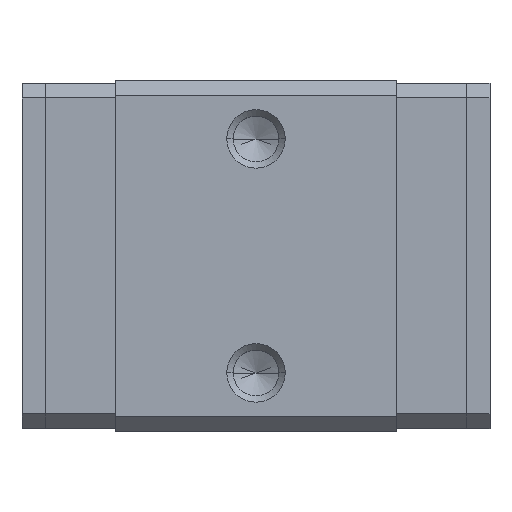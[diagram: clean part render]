
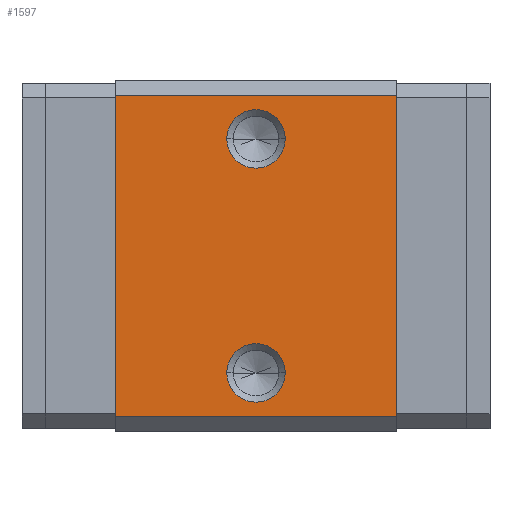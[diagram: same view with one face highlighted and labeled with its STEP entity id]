
A CAD part, top view. The second image highlights one B-rep face of the part: STEP entity #1597.
In plain terms, the highlighted planar face has unit normal (0, 0, 1).
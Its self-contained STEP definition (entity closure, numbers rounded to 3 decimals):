
#1359=CARTESIAN_POINT('POINT88',(7.8,-5.5,
   6.));
#1360=VERTEX_POINT('VERTEX88',#1359);
#1367=CARTESIAN_POINT('POINT89',(-1.8,-5.5,
   6.));
#1368=VERTEX_POINT('VERTEX89',#1367);
#1369=CARTESIAN_POINT('POS166',(-1.8,-5.5,
   6.));
#1370=DIRECTION('DIR242',(1.,0.,
   0.));
#1371=VECTOR('VEC90',#1370,1.);
#1372=LINE('STRAIGHT90',#1369,#1371);
#1373=EDGE_CURVE('EDGE132',#1368,#1360,#1372,.T.);
#1397=CARTESIAN_POINT('POINT90',(-1.8,5.5,
   6.));
#1398=VERTEX_POINT('VERTEX90',#1397);
#1399=CARTESIAN_POINT('POS169',(-1.8,0.,6.));
#1400=DIRECTION('DIR246',(0.,1.,0.));
#1401=VECTOR('VEC92',#1400,1.);
#1402=LINE('STRAIGHT92',#1399,#1401);
#1403=EDGE_CURVE('EDGE134',#1368,#1398,#1402,.T.);
#1450=CARTESIAN_POINT('POINT91',(7.8,5.5,6.
   ));
#1451=VERTEX_POINT('VERTEX91',#1450);
#1460=CARTESIAN_POINT('POS173',(-1.8,5.5,6.
   ));
#1461=DIRECTION('DIR251',(1.,0.,
   0.));
#1462=VECTOR('VEC95',#1461,1.);
#1463=LINE('STRAIGHT95',#1460,#1462);
#1464=EDGE_CURVE('EDGE137',#1398,#1451,#1463,.T.);
#1507=CARTESIAN_POINT('POS175',(7.8,0.,6.)
   );
#1508=DIRECTION('DIR254',(0.,1.,0.));
#1509=VECTOR('VEC96',#1508,1.);
#1510=LINE('STRAIGHT96',#1507,#1509);
#1511=EDGE_CURVE('EDGE138',#1360,#1451,#1510,.T.);
#1527=CARTESIAN_POINT('POINT92',(2.,4.,6.));
#1528=VERTEX_POINT('VERTEX92',#1527);
#1536=CARTESIAN_POINT('POINT93',(4.,4.,6.));
#1537=VERTEX_POINT('VERTEX93',#1536);
#1544=CARTESIAN_POINT('POS179',(3.,4.,6.));
#1545=DIRECTION('DIR259',(0.,0.,-1.));
#1546=DIRECTION('DIR260',(1.,0.,0.));
#1547=AXIS2_PLACEMENT_3D('AXIS81',#1544,#1545,#1546);
#1548=CIRCLE('ELLIPSE36',#1547,1.);
#1549=EDGE_CURVE('EDGE141',#1528,#1537,#1548,.T.);
#1560=EDGE_CURVE('EDGE142',#1537,#1528,#1548,.T.);
#1567=ORIENTED_EDGE('COEDGE279',*,*,#1560,.T.);
#1568=ORIENTED_EDGE('COEDGE280',*,*,#1549,.T.);
#1569=EDGE_LOOP('NONE',(#1567,#1568));
#1570=FACE_BOUND('LOOP1',#1569,.T.);
#1571=CARTESIAN_POINT('POINT94',(4.,-4.,6.));
#1572=VERTEX_POINT('VERTEX94',#1571);
#1573=CARTESIAN_POINT('POINT95',(2.,-4.,6.));
#1574=VERTEX_POINT('VERTEX95',#1573);
#1575=CARTESIAN_POINT('POS181',(3.,-4.,6.));
#1576=DIRECTION('DIR263',(0.,0.,-1.));
#1577=DIRECTION('DIR264',(1.,0.,0.));
#1578=AXIS2_PLACEMENT_3D('AXIS83',#1575,#1576,#1577);
#1579=CIRCLE('ELLIPSE37',#1578,1.);
#1580=EDGE_CURVE('EDGE143',#1572,#1574,#1579,.T.);
#1581=ORIENTED_EDGE('COEDGE281',*,*,#1580,.T.);
#1582=EDGE_CURVE('EDGE144',#1574,#1572,#1579,.T.);
#1583=ORIENTED_EDGE('COEDGE282',*,*,#1582,.T.);
#1584=EDGE_LOOP('NONE',(#1581,#1583));
#1585=FACE_BOUND('LOOP1',#1584,.T.);
#1586=ORIENTED_EDGE('COEDGE283',*,*,#1511,.T.);
#1587=ORIENTED_EDGE('COEDGE284',*,*,#1464,.F.);
#1588=ORIENTED_EDGE('COEDGE285',*,*,#1403,.F.);
#1589=ORIENTED_EDGE('COEDGE286',*,*,#1373,.T.);
#1590=EDGE_LOOP('NONE',(#1586,#1587,#1588,#1589));
#1591=FACE_BOUND('LOOP1',#1590,.T.);
#1592=CARTESIAN_POINT('POS182',(-1.8,0.,6.));
#1593=DIRECTION('DIR265',(0.,0.,1.));
#1594=DIRECTION('DIR266',(1.,0.,0.));
#1595=AXIS2_PLACEMENT_3D('AXIS84',#1592,#1593,#1594);
#1596=PLANE('PLANE27',#1595);
#1597=ADVANCED_FACE('FACE53',(#1570,#1585,#1591),#1596,.T.);
